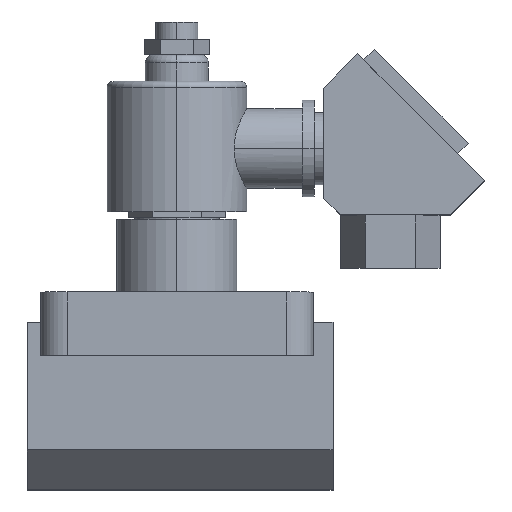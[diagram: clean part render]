
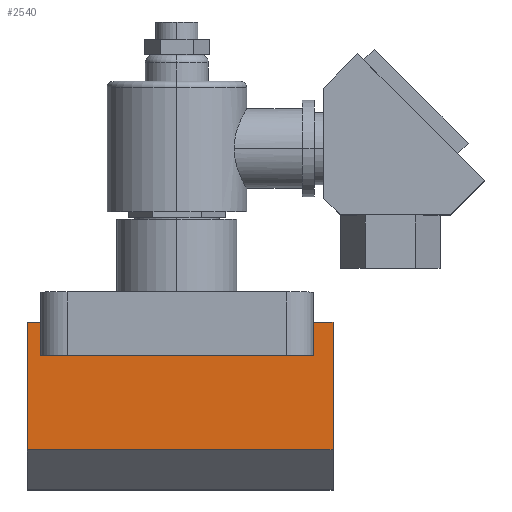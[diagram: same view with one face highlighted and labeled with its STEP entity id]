
A CAD part, top view. The second image highlights one B-rep face of the part: STEP entity #2540.
In plain terms, the highlighted planar face has unit normal (0, 0, 1).
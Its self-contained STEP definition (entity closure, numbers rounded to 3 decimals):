
#44 = ORIENTED_EDGE ( 'NONE', *, *, #2136, .F. ) ;
#80 = EDGE_CURVE ( 'NONE', #3038, #1312, #2530, .T. ) ;
#93 = CARTESIAN_POINT ( 'NONE',  ( 47., -23.8, 20.5 ) ) ;
#121 = DIRECTION ( 'NONE',  ( 0., -1., 0. ) ) ;
#126 = ORIENTED_EDGE ( 'NONE', *, *, #654, .F. ) ;
#179 = VECTOR ( 'NONE', #121, 1000. ) ;
#199 = VERTEX_POINT ( 'NONE', #2596 ) ;
#240 = CARTESIAN_POINT ( 'NONE',  ( 41., -33.8, 20.5 ) ) ;
#279 = VECTOR ( 'NONE', #2227, 1000. ) ;
#484 = VECTOR ( 'NONE', #2549, 1000. ) ;
#573 = VECTOR ( 'NONE', #2076, 1000. ) ;
#653 = CARTESIAN_POINT ( 'NONE',  ( -41., -33.8, 20.5 ) ) ;
#654 = EDGE_CURVE ( 'NONE', #199, #684, #2890, .T. ) ;
#684 = VERTEX_POINT ( 'NONE', #2183 ) ;
#934 = CARTESIAN_POINT ( 'NONE',  ( 47., -23.8, 20.5 ) ) ;
#939 = DIRECTION ( 'NONE',  ( 0., 1., 0. ) ) ;
#1005 = VECTOR ( 'NONE', #2579, 1000. ) ;
#1129 = FACE_OUTER_BOUND ( 'NONE', #1740, .T. ) ;
#1143 = DIRECTION ( 'NONE',  ( 0., 0., -1. ) ) ;
#1190 = DIRECTION ( 'NONE',  ( -1., 0., 0. ) ) ;
#1239 = VERTEX_POINT ( 'NONE', #3114 ) ;
#1312 = VERTEX_POINT ( 'NONE', #1678 ) ;
#1344 = ORIENTED_EDGE ( 'NONE', *, *, #2826, .F. ) ;
#1442 = VERTEX_POINT ( 'NONE', #2740 ) ;
#1549 = ORIENTED_EDGE ( 'NONE', *, *, #2397, .T. ) ;
#1678 = CARTESIAN_POINT ( 'NONE',  ( -45., -23.8, 20.5 ) ) ;
#1740 = EDGE_LOOP ( 'NONE', ( #44, #2357, #1995, #126, #1344, #1549, #2179, #2448 ) ) ;
#1934 = CARTESIAN_POINT ( 'NONE',  ( 41., -33.8, 20.5 ) ) ;
#1995 = ORIENTED_EDGE ( 'NONE', *, *, #2315, .T. ) ;
#2043 = EDGE_CURVE ( 'NONE', #1442, #1239, #2518, .T. ) ;
#2052 = VECTOR ( 'NONE', #2460, 1000. ) ;
#2076 = DIRECTION ( 'NONE',  ( 0., -1., 0. ) ) ;
#2079 = CARTESIAN_POINT ( 'NONE',  ( -45., -23.8, 20.5 ) ) ;
#2092 = VECTOR ( 'NONE', #1190, 1000. ) ;
#2127 = CARTESIAN_POINT ( 'NONE',  ( -41., -23.8, 20.5 ) ) ;
#2136 = EDGE_CURVE ( 'NONE', #3038, #1442, #2349, .T. ) ;
#2174 = LINE ( 'NONE', #1934, #2052 ) ;
#2179 = ORIENTED_EDGE ( 'NONE', *, *, #2298, .F. ) ;
#2183 = CARTESIAN_POINT ( 'NONE',  ( -45., -62.3, 20.5 ) ) ;
#2213 = VERTEX_POINT ( 'NONE', #3150 ) ;
#2227 = DIRECTION ( 'NONE',  ( -1., 0., 0. ) ) ;
#2282 = CARTESIAN_POINT ( 'NONE',  ( 47., -23.8, 20.5 ) ) ;
#2298 = EDGE_CURVE ( 'NONE', #1239, #2213, #2174, .T. ) ;
#2315 = EDGE_CURVE ( 'NONE', #1312, #684, #2356, .T. ) ;
#2316 = CARTESIAN_POINT ( 'NONE',  ( 47., -23.8, 20.5 ) ) ;
#2349 = LINE ( 'NONE', #653, #179 ) ;
#2356 = LINE ( 'NONE', #2079, #484 ) ;
#2357 = ORIENTED_EDGE ( 'NONE', *, *, #80, .T. ) ;
#2397 = EDGE_CURVE ( 'NONE', #3115, #2213, #2845, .T. ) ;
#2448 = ORIENTED_EDGE ( 'NONE', *, *, #2043, .F. ) ;
#2460 = DIRECTION ( 'NONE',  ( 0., 1., 0. ) ) ;
#2499 = DIRECTION ( 'NONE',  ( 1., 0., 0. ) ) ;
#2518 = LINE ( 'NONE', #240, #2987 ) ;
#2529 = LINE ( 'NONE', #2316, #573 ) ;
#2530 = LINE ( 'NONE', #2282, #279 ) ;
#2540 = ADVANCED_FACE ( 'NONE', ( #1129 ), #3131, .F. ) ;
#2549 = DIRECTION ( 'NONE',  ( 0., -1., 0. ) ) ;
#2579 = DIRECTION ( 'NONE',  ( -1., 0., 0. ) ) ;
#2596 = CARTESIAN_POINT ( 'NONE',  ( 47., -62.3, 20.5 ) ) ;
#2740 = CARTESIAN_POINT ( 'NONE',  ( -41., -33.8, 20.5 ) ) ;
#2826 = EDGE_CURVE ( 'NONE', #3115, #199, #2529, .T. ) ;
#2845 = LINE ( 'NONE', #93, #1005 ) ;
#2890 = LINE ( 'NONE', #3145, #2092 ) ;
#2940 = AXIS2_PLACEMENT_3D ( 'NONE', #3143, #1143, #939 ) ;
#2987 = VECTOR ( 'NONE', #2499, 1000. ) ;
#3038 = VERTEX_POINT ( 'NONE', #2127 ) ;
#3114 = CARTESIAN_POINT ( 'NONE',  ( 41., -33.8, 20.5 ) ) ;
#3115 = VERTEX_POINT ( 'NONE', #934 ) ;
#3131 = PLANE ( 'NONE',  #2940 ) ;
#3143 = CARTESIAN_POINT ( 'NONE',  ( 47., -23.8, 20.5 ) ) ;
#3145 = CARTESIAN_POINT ( 'NONE',  ( 47., -62.3, 20.5 ) ) ;
#3150 = CARTESIAN_POINT ( 'NONE',  ( 41., -23.8, 20.5 ) ) ;
